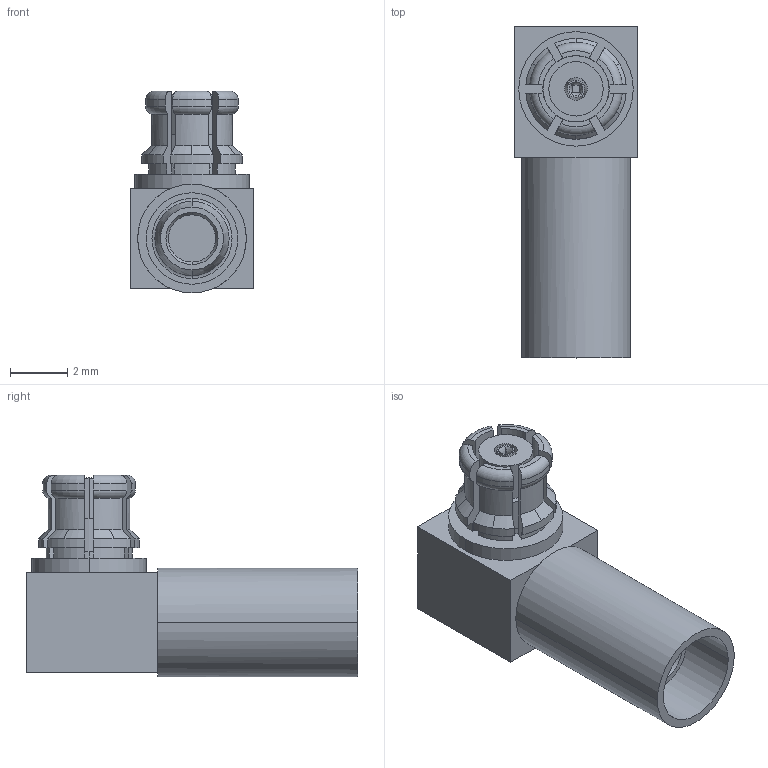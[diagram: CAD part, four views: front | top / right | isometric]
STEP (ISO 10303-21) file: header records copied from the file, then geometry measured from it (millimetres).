
FILE_DESCRIPTION (( 'STEP AP214' ), '1' );
FILE_NAME ('J01391A0021.STEP', '2016-06-13T07:34:47', ( 'Wartung' ), ( '' ), 'SwSTEP 2.0', 'SolidWorks 2015', '' );
FILE_SCHEMA (( 'AUTOMOTIVE_DESIGN' ));
Length unit declared in the file: millimetre
Products named in the file (1): J01391A0021
Bounding box: 4.3 x 11.6 x 7.05 mm (x, y, z)
Volume: 138.1 mm3; surface area: 399.4 mm2
Topology: 1 solids, 1 shells, 156 faces, 422 edges, 267 vertices
Faces by surface type: cylinder 61, plane 55, cone 22, torus 18
Entity records: 6584 total; most frequent: CARTESIAN_POINT 1049, DIRECTION 825, ORIENTED_EDGE 812, EDGE_CURVE 406, AXIS2_PLACEMENT_3D 318, VERTEX_POINT 261, LINE 189, VECTOR 189
